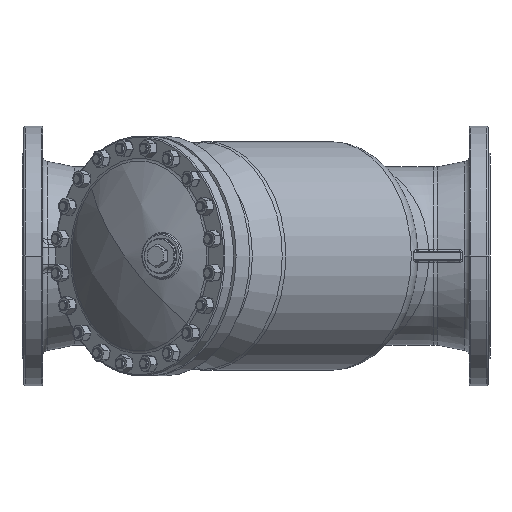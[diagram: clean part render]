
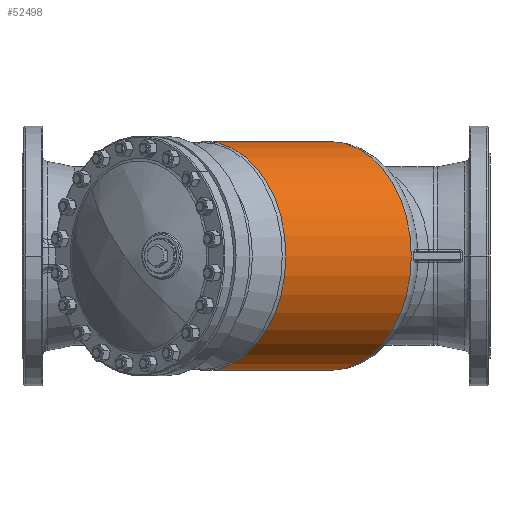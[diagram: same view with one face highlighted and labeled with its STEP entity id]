
A CAD part, front view. The second image highlights one B-rep face of the part: STEP entity #52498.
In plain terms, the highlighted cylindrical face has radius 178.5 mm (diameter 357 mm), a partial arc.
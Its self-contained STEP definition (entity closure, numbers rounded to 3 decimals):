
#13653 = AXIS2_PLACEMENT_3D ( 'NONE', #16634, #16645, #16646 ) ;
#13667 = AXIS2_PLACEMENT_3D ( 'NONE', #16711, #16719, #16720 ) ;
#14853 = LINE ( 'NONE', #16721, #14946 ) ;
#14923 = LINE ( 'NONE', #16642, #14925 ) ;
#14925 = VECTOR ( 'NONE', #16643, 1000. ) ;
#14933 = CIRCLE ( 'NONE', #13653, 178.5 ) ;
#14946 = VECTOR ( 'NONE', #16722, 1000. ) ;
#14952 = CIRCLE ( 'NONE', #13667, 178.5 ) ;
#16634 = CARTESIAN_POINT ( 'NONE',  ( 285.414, -294.586, 0. ) ) ;
#16642 = CARTESIAN_POINT ( 'NONE',  ( 486.662, -93.338, 178.5 ) ) ;
#16643 = DIRECTION ( 'NONE',  ( 0.707, 0.707, 0. ) ) ;
#16645 = DIRECTION ( 'NONE',  ( 0.707, 0.707, 0. ) ) ;
#16646 = DIRECTION ( 'NONE',  ( 0., 0., -1. ) ) ;
#16711 = CARTESIAN_POINT ( 'NONE',  ( 481.005, -98.995, 0. ) ) ;
#16719 = DIRECTION ( 'NONE',  ( 0.707, 0.707, 0. ) ) ;
#16720 = DIRECTION ( 'NONE',  ( 0., 0., -1. ) ) ;
#16721 = CARTESIAN_POINT ( 'NONE',  ( 486.662, -93.338, -178.5 ) ) ;
#16722 = DIRECTION ( 'NONE',  ( 0.707, 0.707, 0. ) ) ;
#17662 = CARTESIAN_POINT ( 'NONE',  ( 285.414, -294.586, -178.5 ) ) ;
#17663 = CARTESIAN_POINT ( 'NONE',  ( 481.005, -98.995, 178.5 ) ) ;
#17668 = CARTESIAN_POINT ( 'NONE',  ( 285.414, -294.586, 178.5 ) ) ;
#28382 = EDGE_CURVE ( 'NONE', #36161, #36160, #14923, .T. ) ;
#28383 = EDGE_CURVE ( 'NONE', #36161, #36162, #14933, .T. ) ;
#28390 = EDGE_CURVE ( 'NONE', #36160, #65990, #14952, .T. ) ;
#28391 = EDGE_CURVE ( 'NONE', #36162, #65990, #14853, .T. ) ;
#29902 = FACE_OUTER_BOUND ( 'NONE', #76621, .T. ) ;
#29946 = CYLINDRICAL_SURFACE ( 'NONE', #54883, 178.5 ) ;
#36160 = VERTEX_POINT ( 'NONE', #17663 ) ;
#36161 = VERTEX_POINT ( 'NONE', #17668 ) ;
#36162 = VERTEX_POINT ( 'NONE', #17662 ) ;
#38091 = CARTESIAN_POINT ( 'NONE',  ( 481.005, -98.995, -178.5 ) ) ;
#46422 = ORIENTED_EDGE ( 'NONE', *, *, #28382, .F. ) ;
#46425 = ORIENTED_EDGE ( 'NONE', *, *, #28383, .T. ) ;
#46428 = ORIENTED_EDGE ( 'NONE', *, *, #28391, .T. ) ;
#46432 = ORIENTED_EDGE ( 'NONE', *, *, #28390, .F. ) ;
#52498 = ADVANCED_FACE ( 'NONE', ( #29902 ), #29946, .T. ) ;
#54883 = AXIS2_PLACEMENT_3D ( 'NONE', #74014, #74012, #74002 ) ;
#65990 = VERTEX_POINT ( 'NONE', #38091 ) ;
#74002 = DIRECTION ( 'NONE',  ( 0., 0., -1. ) ) ;
#74012 = DIRECTION ( 'NONE',  ( 0.707, 0.707, 0. ) ) ;
#74014 = CARTESIAN_POINT ( 'NONE',  ( 486.662, -93.338, 0. ) ) ;
#76621 = EDGE_LOOP ( 'NONE', ( #46422, #46425, #46428, #46432 ) ) ;
